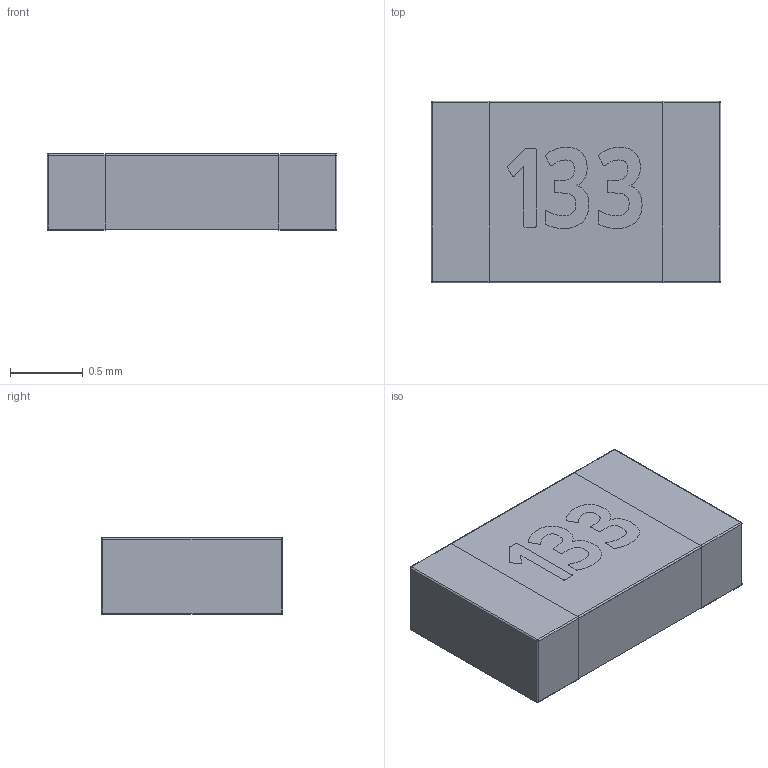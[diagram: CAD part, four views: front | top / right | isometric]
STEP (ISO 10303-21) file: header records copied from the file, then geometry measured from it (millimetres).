
FILE_DESCRIPTION(('FreeCAD Model'),'2;1');
FILE_NAME('Resistor smd 0805 13K 1%.step','2020-08-05T04:37:25',( 'Author'),(''),'Open CASCADE STEP processor 7.2','FreeCAD','Unknown' );
FILE_SCHEMA(('AUTOMOTIVE_DESIGN { 1 0 10303 214 1 1 1 1 }'));
Length unit declared in the file: millimetre
Products named in the file (2): Resistor; Codigo
Bounding box: 2 x 1.25 x 0.53 mm (x, y, z)
Volume: 1.3 mm3; surface area: 8.6 mm2
Topology: 1 solids, 4 shells, 47 faces, 182 edges, 132 vertices
Faces by surface type: plane 21, cylinder 18, sphere 8
Entity records: 4062 total; most frequent: CARTESIAN_POINT 1202, DIRECTION 346, ORIENTED_EDGE 260, PCURVE 260, DEFINITIONAL_REPRESENTATION 260, B_SPLINE_CURVE_WITH_KNOTS 212, LINE 186, VECTOR 186
